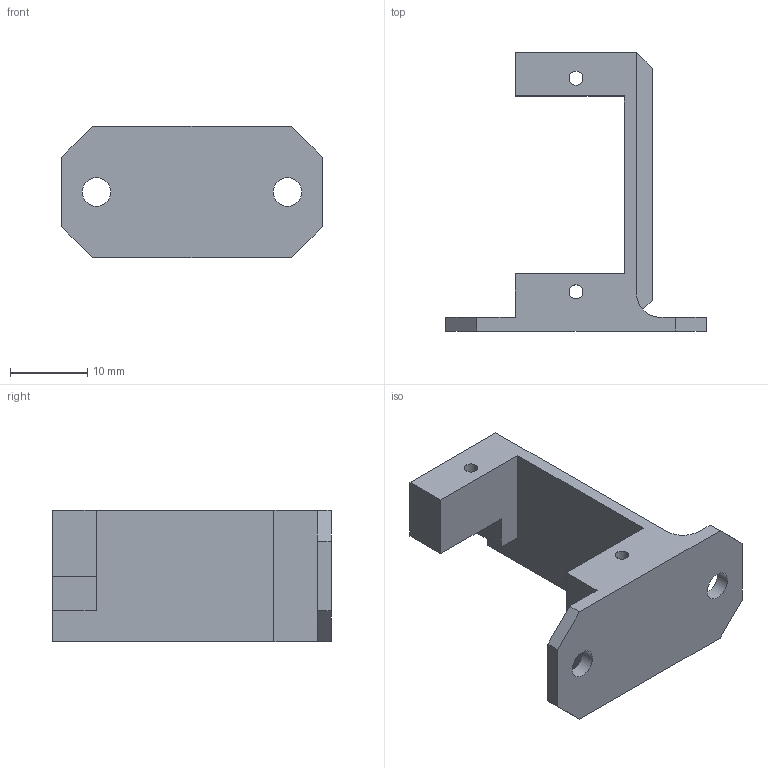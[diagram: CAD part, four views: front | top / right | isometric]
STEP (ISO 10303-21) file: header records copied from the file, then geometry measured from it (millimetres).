
FILE_DESCRIPTION(/* description */ (''),/* implementation_level */ '2;1');
FILE_NAME(/* name */ 'Calamar full V2 feb28_Soporte Servo sg90 v2.step',/* time_stamp */ '2024-03-28T16:09:22-06:00',/* author */ (''),/* organization */ (''),/* preprocessor_version */ 'ST-DEVELOPER v20',/* originating_system */ 'Autodesk Translation Framework v12.20.1.177',/* authorisation */ '');
FILE_SCHEMA (('AUTOMOTIVE_DESIGN { 1 0 10303 214 3 1 1 }'));
Length unit declared in the file: millimetre
Products named in the file (1): Calamar full V2 feb28_Soporte Servo sg90
Bounding box: 33.7 x 36 x 17 mm (x, y, z)
Volume: 4174.1 mm3; surface area: 3329.6 mm2
Topology: 1 solids, 1 shells, 37 faces, 101 edges, 66 vertices
Faces by surface type: plane 31, cylinder 6
Full cylindrical faces by diameter (mm): 1.8 x2, 3.7 x2
Entity records: 1229 total; most frequent: CARTESIAN_POINT 222, ORIENTED_EDGE 202, DIRECTION 191, EDGE_CURVE 101, LINE 85, VECTOR 85, VERTEX_POINT 66, AXIS2_PLACEMENT_3D 53
